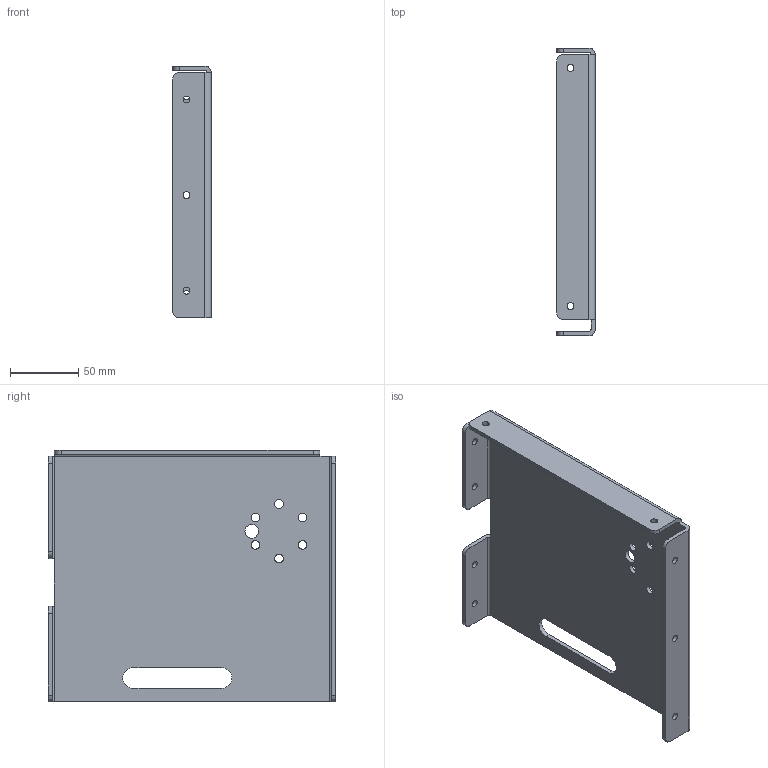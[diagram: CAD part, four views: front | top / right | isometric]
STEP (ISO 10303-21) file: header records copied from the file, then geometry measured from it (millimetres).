
FILE_DESCRIPTION(/* description */ (''),/* implementation_level */ '2;1');
FILE_NAME(/* name */ 'CheepOutdoorMobileRobot-MotorPlateLeft v4.step',/* time_stamp */ '2023-03-23T21:51:30+09:00',/* author */ (''),/* organization */ (''),/* preprocessor_version */ 'ST-DEVELOPER v19.2',/* originating_system */ 'Autodesk Translation Framework v11.17.0.187',/* authorisation */ '');
FILE_SCHEMA (('AUTOMOTIVE_DESIGN { 1 0 10303 214 3 1 1 }'));
Length unit declared in the file: millimetre
Products named in the file (1): CheepOutdoorMobileRobot-MotorPlateLeft
Bounding box: 28 x 210.5 x 184.5 mm (x, y, z)
Volume: 147860.8 mm3; surface area: 102897.4 mm2
Topology: 1 solids, 1 shells, 58 faces, 158 edges, 102 vertices
Faces by surface type: cylinder 34, plane 24
Full cylindrical faces by diameter (mm): 5.035 x9, 6.3 x6, 10 x1
Entity records: 1951 total; most frequent: DIRECTION 344, CARTESIAN_POINT 319, ORIENTED_EDGE 316, EDGE_CURVE 158, AXIS2_PLACEMENT_3D 127, VERTEX_POINT 102, EDGE_LOOP 92, LINE 90
